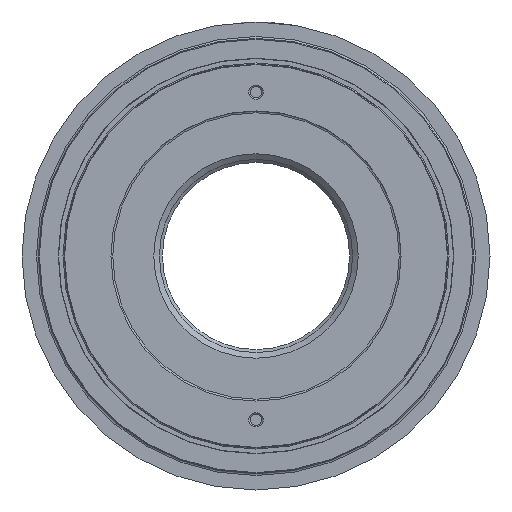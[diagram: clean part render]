
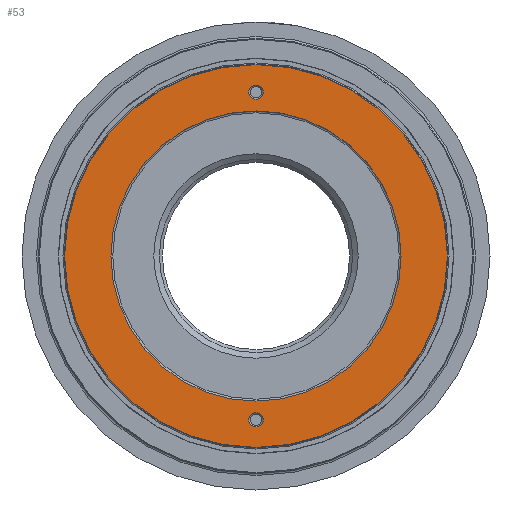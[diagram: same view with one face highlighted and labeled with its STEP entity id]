
A CAD part, left-side view. The second image highlights one B-rep face of the part: STEP entity #53.
In plain terms, the highlighted planar face has unit normal (-1, 0, 0).
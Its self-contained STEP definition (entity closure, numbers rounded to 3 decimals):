
#53=ADVANCED_FACE('',(#467,#469,#471,#473),#475,.T.);
#467=FACE_BOUND('',#468,.T.);
#468=EDGE_LOOP('',(#881));
#469=FACE_BOUND('',#470,.T.);
#470=EDGE_LOOP('',(#882));
#471=FACE_BOUND('',#472,.T.);
#472=EDGE_LOOP('',(#883));
#473=FACE_BOUND('',#474,.T.);
#474=EDGE_LOOP('',(#884));
#475=PLANE('',#476);
#476=AXIS2_PLACEMENT_3D('',#477,#478,#479);
#477=CARTESIAN_POINT('',(-39.,0.,0.));
#478=DIRECTION('',(-1.,0.,0.));
#479=DIRECTION('',(0.,0.,1.));
#881=ORIENTED_EDGE('',*,*,#975,.T.);
#882=ORIENTED_EDGE('',*,*,#976,.T.);
#883=ORIENTED_EDGE('',*,*,#977,.F.);
#884=ORIENTED_EDGE('',*,*,#978,.T.);
#975=EDGE_CURVE('',#1022,#1022,#1023,.T.);
#976=EDGE_CURVE('',#1024,#1024,#1025,.F.);
#977=EDGE_CURVE('',#1026,#1026,#1027,.T.);
#978=EDGE_CURVE('',#1028,#1028,#1029,.F.);
#1022=VERTEX_POINT('',#1116);
#1023=CIRCLE('',#1117,204.464);
#1024=VERTEX_POINT('',#1121);
#1025=CIRCLE('',#1122,7.6);
#1026=VERTEX_POINT('',#1126);
#1027=CIRCLE('',#1127,155.);
#1028=VERTEX_POINT('',#1131);
#1029=CIRCLE('',#1132,7.6);
#1116=CARTESIAN_POINT('',(-39.,0.,204.464));
#1117=AXIS2_PLACEMENT_3D('',#1118,#1119,#1120);
#1118=CARTESIAN_POINT('',(-39.,0.,0.));
#1119=DIRECTION('',(-1.,0.,0.));
#1120=DIRECTION('',(0.,0.,1.));
#1121=CARTESIAN_POINT('',(-39.,-7.6,-175.));
#1122=AXIS2_PLACEMENT_3D('',#1123,#1124,#1125);
#1123=CARTESIAN_POINT('',(-39.,0.,-175.));
#1124=DIRECTION('',(-1.,0.,0.));
#1125=DIRECTION('',(0.,-1.,0.));
#1126=CARTESIAN_POINT('',(-39.,0.,155.));
#1127=AXIS2_PLACEMENT_3D('',#1128,#1129,#1130);
#1128=CARTESIAN_POINT('',(-39.,0.,0.));
#1129=DIRECTION('',(-1.,0.,0.));
#1130=DIRECTION('',(0.,0.,1.));
#1131=CARTESIAN_POINT('',(-39.,-7.6,175.));
#1132=AXIS2_PLACEMENT_3D('',#1133,#1134,#1135);
#1133=CARTESIAN_POINT('',(-39.,0.,175.));
#1134=DIRECTION('',(-1.,0.,0.));
#1135=DIRECTION('',(0.,-1.,0.));
